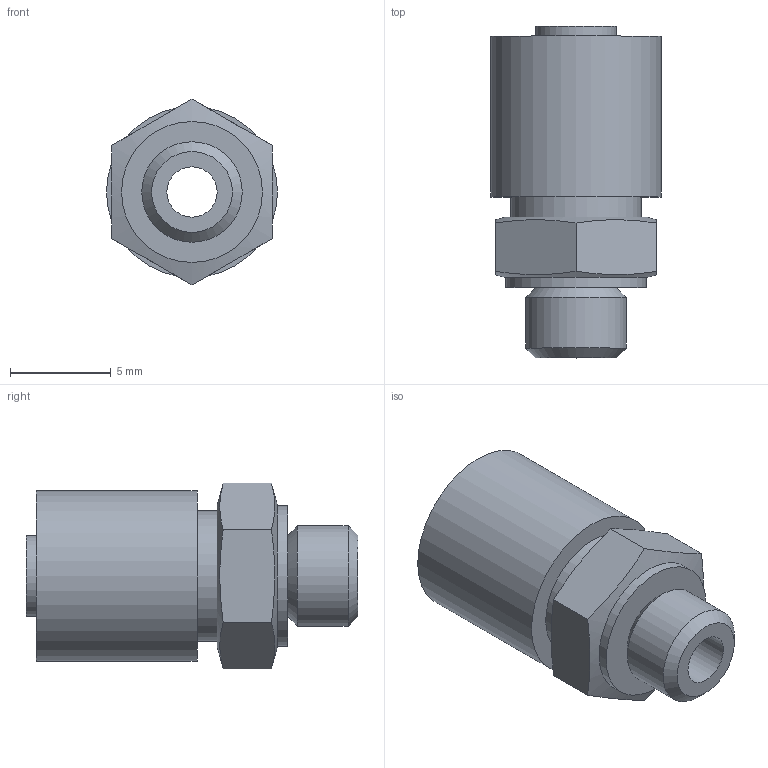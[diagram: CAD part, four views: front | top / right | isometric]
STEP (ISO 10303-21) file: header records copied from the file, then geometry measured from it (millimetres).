
FILE_DESCRIPTION( ( 'STEP AP214' ), '1' );
FILE_NAME( 'M-5H-6.stp', '2019-05-16T13:02:16', ( '' ), ( '' ), ' ', 'PARTsolutions', ' ' );
FILE_SCHEMA( ( 'AUTOMOTIVE_DESIGN { 1 0 10303 214 1 1 1 1 }' ) );
Length unit declared in the file: millimetre
Products named in the file (1): _M-5H-6
Bounding box: 8.5 x 16.5 x 9.24 mm (x, y, z)
Volume: 659.6 mm3; surface area: 662 mm2
Topology: 1 solids, 1 shells, 22 faces, 43 edges, 27 vertices
Faces by surface type: plane 12, cylinder 6, cone 4
Full cylindrical faces by diameter (mm): 2.5 x1, 4 x1, 5 x1, 6.5 x1, 7 x1, 8.5 x1
Entity records: 744 total; most frequent: CARTESIAN_POINT 143, DIRECTION 82, ORIENTED_EDGE 66, AXIS2_PLACEMENT_3D 38, EDGE_LOOP 38, EDGE_CURVE 33, FACE_OUTER_BOUND 28, VERTEX_POINT 27
